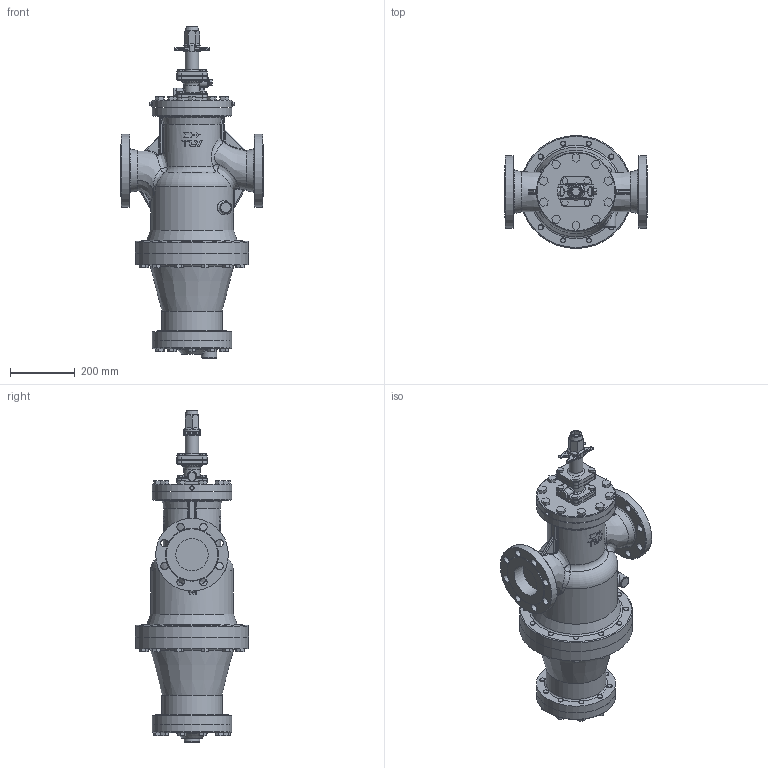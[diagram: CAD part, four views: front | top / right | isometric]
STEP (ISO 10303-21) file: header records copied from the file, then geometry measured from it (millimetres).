
FILE_DESCRIPTION(/* description */ (''),/* implementation_level */ '2;1');
FILE_NAME(/* name */ 'cos16-100-jis20-00.stp',/* time_stamp */ '2017-10-13T11:20:52+09:00',/* author */ ('nakaot'),/* organization */ (''),/* preprocessor_version */ 'ST-DEVELOPER v15.6',/* originating_system */ 'Autodesk Inventor 2015',/* authorisation */ '');
FILE_SCHEMA (('CONFIG_CONTROL_DESIGN'));
Length unit declared in the file: millimetre
Products named in the file (1): cos16-100-jis20-00
Bounding box: 442 x 350 x 1028 mm (x, y, z)
Volume: 39337926.1 mm3; surface area: 1756668 mm2
Topology: 8 solids, 8 shells, 1140 faces, 2766 edges, 1745 vertices
Faces by surface type: plane 545, cylinder 301, bspline 194, torus 51, sphere 30, cone 19
Full cylindrical faces by diameter (mm): 8.376 x8, 10 x4, 12 x8, 13.835 x32, 16 x32, 16.307 x1, 18 x32, 23 x16, 27 x1, 30 x1, 36 x1, 42 x1, 46.634 x1, 48 x1, 52 x1, 63.442 x1, 92.09 x1, 100 x2, 115.591 x1, 186 x1, 225 x2, 245 x4, 253.406 x1, 257 x1, 350 x2
Entity records: 39287 total; most frequent: CARTESIAN_POINT 14684, ORIENTED_EDGE 4906, DIRECTION 4752, EDGE_CURVE 2451, AXIS2_PLACEMENT_3D 1781, VERTEX_POINT 1640, EDGE_LOOP 1559, LINE 1190
